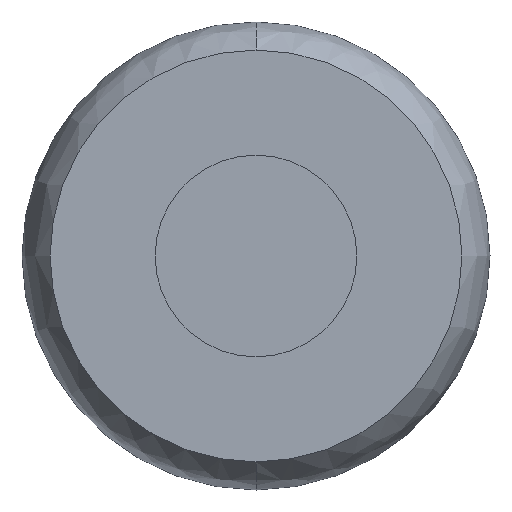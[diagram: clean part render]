
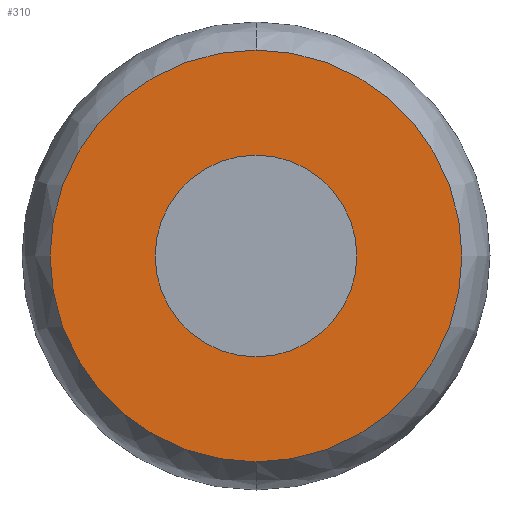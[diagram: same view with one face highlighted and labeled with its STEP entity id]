
A CAD part, front view. The second image highlights one B-rep face of the part: STEP entity #310.
In plain terms, the highlighted planar face has unit normal (0, -1, 0).
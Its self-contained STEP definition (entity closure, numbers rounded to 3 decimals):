
#84 = CARTESIAN_POINT ( 'NONE',  ( 0., -2., -6.16 ) ) ;
#86 = CARTESIAN_POINT ( 'NONE',  ( 0., -2., 6.16 ) ) ;
#117 = CARTESIAN_POINT ( 'NONE',  ( 3.016, -2., 0. ) ) ;
#119 = CARTESIAN_POINT ( 'NONE',  ( -3.016, -2., 0. ) ) ;
#202 = EDGE_CURVE ( 'NONE', #1089, #1092, #595, .T. ) ;
#219 = EDGE_CURVE ( 'NONE', #1127, #1125, #618, .T. ) ;
#281 = EDGE_CURVE ( 'NONE', #1125, #1127, #2052, .T. ) ;
#284 = EDGE_CURVE ( 'NONE', #1092, #1089, #2056, .T. ) ;
#310 = ADVANCED_FACE ( 'NONE', ( #2086, #2089 ), #1612, .T. ) ;
#569 = EDGE_LOOP ( 'NONE', ( #1030, #1031 ) ) ;
#579 = EDGE_LOOP ( 'NONE', ( #1032, #1033 ) ) ;
#595 = CIRCLE ( 'NONE', #764, 6.16 ) ;
#618 = CIRCLE ( 'NONE', #775, 3.016 ) ;
#764 = AXIS2_PLACEMENT_3D ( 'NONE', #1217, #1219, #1220 ) ;
#775 = AXIS2_PLACEMENT_3D ( 'NONE', #1263, #1264, #1265 ) ;
#803 = AXIS2_PLACEMENT_3D ( 'NONE', #1427, #1434, #1435 ) ;
#805 = AXIS2_PLACEMENT_3D ( 'NONE', #1442, #1444, #1445 ) ;
#827 = AXIS2_PLACEMENT_3D ( 'NONE', #1611, #1613, #1614 ) ;
#1030 = ORIENTED_EDGE ( 'NONE', *, *, #284, .F. ) ;
#1031 = ORIENTED_EDGE ( 'NONE', *, *, #202, .F. ) ;
#1032 = ORIENTED_EDGE ( 'NONE', *, *, #219, .T. ) ;
#1033 = ORIENTED_EDGE ( 'NONE', *, *, #281, .T. ) ;
#1089 = VERTEX_POINT ( 'NONE', #84 ) ;
#1092 = VERTEX_POINT ( 'NONE', #86 ) ;
#1125 = VERTEX_POINT ( 'NONE', #117 ) ;
#1127 = VERTEX_POINT ( 'NONE', #119 ) ;
#1217 = CARTESIAN_POINT ( 'NONE',  ( 0., -2., 0. ) ) ;
#1219 = DIRECTION ( 'NONE',  ( 0., 1., 0. ) ) ;
#1220 = DIRECTION ( 'NONE',  ( 0., 0., 1. ) ) ;
#1263 = CARTESIAN_POINT ( 'NONE',  ( 0., -2., 0. ) ) ;
#1264 = DIRECTION ( 'NONE',  ( 0., 1., 0. ) ) ;
#1265 = DIRECTION ( 'NONE',  ( -1., 0., 0. ) ) ;
#1427 = CARTESIAN_POINT ( 'NONE',  ( 0., -2., 0. ) ) ;
#1434 = DIRECTION ( 'NONE',  ( 0., 1., 0. ) ) ;
#1435 = DIRECTION ( 'NONE',  ( -1., 0., 0. ) ) ;
#1442 = CARTESIAN_POINT ( 'NONE',  ( 0., -2., 0. ) ) ;
#1444 = DIRECTION ( 'NONE',  ( 0., 1., 0. ) ) ;
#1445 = DIRECTION ( 'NONE',  ( 0., 0., 1. ) ) ;
#1611 = CARTESIAN_POINT ( 'NONE',  ( -6.16, -2., 0. ) ) ;
#1612 = PLANE ( 'NONE',  #827 ) ;
#1613 = DIRECTION ( 'NONE',  ( 0., -1., 0. ) ) ;
#1614 = DIRECTION ( 'NONE',  ( 0., 0., -1. ) ) ;
#2052 = CIRCLE ( 'NONE', #803, 3.016 ) ;
#2056 = CIRCLE ( 'NONE', #805, 6.16 ) ;
#2086 = FACE_OUTER_BOUND ( 'NONE', #569, .T. ) ;
#2089 = FACE_BOUND ( 'NONE', #579, .T. ) ;
